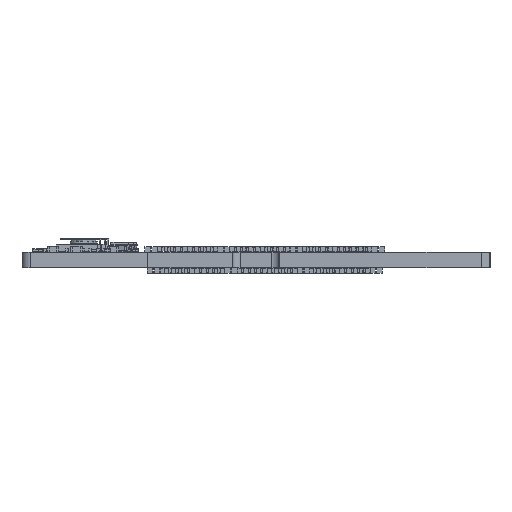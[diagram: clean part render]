
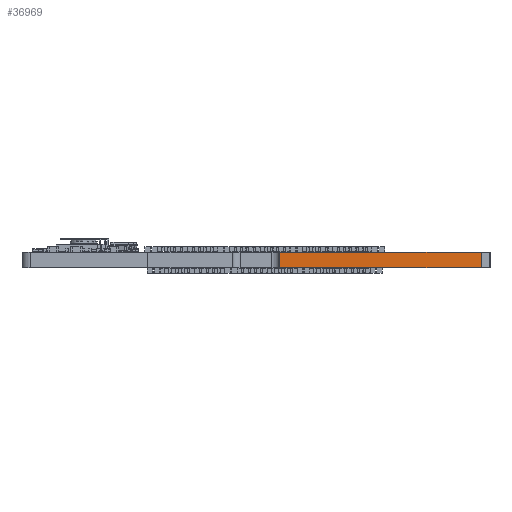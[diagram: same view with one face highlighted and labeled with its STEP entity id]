
A CAD part, left-side view. The second image highlights one B-rep face of the part: STEP entity #36969.
In plain terms, the highlighted planar face has unit normal (-1, 0, 0).
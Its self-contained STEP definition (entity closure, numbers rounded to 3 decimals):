
#34554 = PLANE('',#34555);
#34555 = AXIS2_PLACEMENT_3D('',#34556,#34557,#34558);
#34556 = CARTESIAN_POINT('',(134.744,-80.536,1.302));
#34557 = DIRECTION('',(-0.,-0.,-1.));
#34558 = DIRECTION('',(-1.,0.,0.));
#34613 = PLANE('',#34614);
#34614 = AXIS2_PLACEMENT_3D('',#34615,#34616,#34617);
#34615 = CARTESIAN_POINT('',(134.744,-80.536,0.));
#34616 = DIRECTION('',(-0.,-0.,-1.));
#34617 = DIRECTION('',(-1.,0.,0.));
#35100 = VERTEX_POINT('',#35101);
#35101 = CARTESIAN_POINT('',(99.975,-99.25,0.));
#35115 = PLANE('',#35116);
#35116 = AXIS2_PLACEMENT_3D('',#35117,#35118,#35119);
#35117 = CARTESIAN_POINT('',(100.725,-100.,0.));
#35118 = DIRECTION('',(-0.707,-0.707,0.));
#35119 = DIRECTION('',(-0.707,0.707,0.));
#35127 = EDGE_CURVE('',#35100,#35128,#35130,.T.);
#35128 = VERTEX_POINT('',#35129);
#35129 = CARTESIAN_POINT('',(99.975,-82.,0.));
#35130 = SURFACE_CURVE('',#35131,(#35135,#35142),.PCURVE_S1.);
#35131 = LINE('',#35132,#35133);
#35132 = CARTESIAN_POINT('',(99.975,-99.25,0.));
#35133 = VECTOR('',#35134,1.);
#35134 = DIRECTION('',(0.,1.,0.));
#35135 = PCURVE('',#34613,#35136);
#35136 = DEFINITIONAL_REPRESENTATION('',(#35137),#35141);
#35137 = LINE('',#35138,#35139);
#35138 = CARTESIAN_POINT('',(34.769,-18.714));
#35139 = VECTOR('',#35140,1.);
#35140 = DIRECTION('',(0.,1.));
#35141 = ( GEOMETRIC_REPRESENTATION_CONTEXT(2) 
PARAMETRIC_REPRESENTATION_CONTEXT() REPRESENTATION_CONTEXT('2D SPACE',''
  ) );
#35142 = PCURVE('',#35143,#35148);
#35143 = PLANE('',#35144);
#35144 = AXIS2_PLACEMENT_3D('',#35145,#35146,#35147);
#35145 = CARTESIAN_POINT('',(99.975,-99.25,0.));
#35146 = DIRECTION('',(-1.,0.,0.));
#35147 = DIRECTION('',(0.,1.,0.));
#35148 = DEFINITIONAL_REPRESENTATION('',(#35149),#35153);
#35149 = LINE('',#35150,#35151);
#35150 = CARTESIAN_POINT('',(0.,0.));
#35151 = VECTOR('',#35152,1.);
#35152 = DIRECTION('',(1.,0.));
#35153 = ( GEOMETRIC_REPRESENTATION_CONTEXT(2) 
PARAMETRIC_REPRESENTATION_CONTEXT() REPRESENTATION_CONTEXT('2D SPACE',''
  ) );
#35171 = PLANE('',#35172);
#35172 = AXIS2_PLACEMENT_3D('',#35173,#35174,#35175);
#35173 = CARTESIAN_POINT('',(99.975,-82.,0.));
#35174 = DIRECTION('',(0.,1.,0.));
#35175 = DIRECTION('',(1.,0.,0.));
#35872 = VERTEX_POINT('',#35873);
#35873 = CARTESIAN_POINT('',(99.975,-99.25,1.302));
#35894 = EDGE_CURVE('',#35872,#35895,#35897,.T.);
#35895 = VERTEX_POINT('',#35896);
#35896 = CARTESIAN_POINT('',(99.975,-82.,1.302));
#35897 = SURFACE_CURVE('',#35898,(#35902,#35909),.PCURVE_S1.);
#35898 = LINE('',#35899,#35900);
#35899 = CARTESIAN_POINT('',(99.975,-99.25,1.302));
#35900 = VECTOR('',#35901,1.);
#35901 = DIRECTION('',(0.,1.,0.));
#35902 = PCURVE('',#34554,#35903);
#35903 = DEFINITIONAL_REPRESENTATION('',(#35904),#35908);
#35904 = LINE('',#35905,#35906);
#35905 = CARTESIAN_POINT('',(34.769,-18.714));
#35906 = VECTOR('',#35907,1.);
#35907 = DIRECTION('',(0.,1.));
#35908 = ( GEOMETRIC_REPRESENTATION_CONTEXT(2) 
PARAMETRIC_REPRESENTATION_CONTEXT() REPRESENTATION_CONTEXT('2D SPACE',''
  ) );
#35909 = PCURVE('',#35143,#35910);
#35910 = DEFINITIONAL_REPRESENTATION('',(#35911),#35915);
#35911 = LINE('',#35912,#35913);
#35912 = CARTESIAN_POINT('',(0.,-1.302));
#35913 = VECTOR('',#35914,1.);
#35914 = DIRECTION('',(1.,0.));
#35915 = ( GEOMETRIC_REPRESENTATION_CONTEXT(2) 
PARAMETRIC_REPRESENTATION_CONTEXT() REPRESENTATION_CONTEXT('2D SPACE',''
  ) );
#36921 = EDGE_CURVE('',#35100,#35872,#36922,.T.);
#36922 = SURFACE_CURVE('',#36923,(#36927,#36934),.PCURVE_S1.);
#36923 = LINE('',#36924,#36925);
#36924 = CARTESIAN_POINT('',(99.975,-99.25,0.));
#36925 = VECTOR('',#36926,1.);
#36926 = DIRECTION('',(0.,0.,1.));
#36927 = PCURVE('',#35115,#36928);
#36928 = DEFINITIONAL_REPRESENTATION('',(#36929),#36933);
#36929 = LINE('',#36930,#36931);
#36930 = CARTESIAN_POINT('',(1.061,0.));
#36931 = VECTOR('',#36932,1.);
#36932 = DIRECTION('',(0.,-1.));
#36933 = ( GEOMETRIC_REPRESENTATION_CONTEXT(2) 
PARAMETRIC_REPRESENTATION_CONTEXT() REPRESENTATION_CONTEXT('2D SPACE',''
  ) );
#36934 = PCURVE('',#35143,#36935);
#36935 = DEFINITIONAL_REPRESENTATION('',(#36936),#36940);
#36936 = LINE('',#36937,#36938);
#36937 = CARTESIAN_POINT('',(0.,0.));
#36938 = VECTOR('',#36939,1.);
#36939 = DIRECTION('',(0.,-1.));
#36940 = ( GEOMETRIC_REPRESENTATION_CONTEXT(2) 
PARAMETRIC_REPRESENTATION_CONTEXT() REPRESENTATION_CONTEXT('2D SPACE',''
  ) );
#36946 = EDGE_CURVE('',#35128,#35895,#36947,.T.);
#36947 = SURFACE_CURVE('',#36948,(#36952,#36959),.PCURVE_S1.);
#36948 = LINE('',#36949,#36950);
#36949 = CARTESIAN_POINT('',(99.975,-82.,0.));
#36950 = VECTOR('',#36951,1.);
#36951 = DIRECTION('',(0.,0.,1.));
#36952 = PCURVE('',#35171,#36953);
#36953 = DEFINITIONAL_REPRESENTATION('',(#36954),#36958);
#36954 = LINE('',#36955,#36956);
#36955 = CARTESIAN_POINT('',(0.,0.));
#36956 = VECTOR('',#36957,1.);
#36957 = DIRECTION('',(0.,-1.));
#36958 = ( GEOMETRIC_REPRESENTATION_CONTEXT(2) 
PARAMETRIC_REPRESENTATION_CONTEXT() REPRESENTATION_CONTEXT('2D SPACE',''
  ) );
#36959 = PCURVE('',#35143,#36960);
#36960 = DEFINITIONAL_REPRESENTATION('',(#36961),#36965);
#36961 = LINE('',#36962,#36963);
#36962 = CARTESIAN_POINT('',(17.25,0.));
#36963 = VECTOR('',#36964,1.);
#36964 = DIRECTION('',(0.,-1.));
#36965 = ( GEOMETRIC_REPRESENTATION_CONTEXT(2) 
PARAMETRIC_REPRESENTATION_CONTEXT() REPRESENTATION_CONTEXT('2D SPACE',''
  ) );
#36969 = ADVANCED_FACE('',(#36970),#35143,.T.);
#36970 = FACE_BOUND('',#36971,.T.);
#36971 = EDGE_LOOP('',(#36972,#36973,#36974,#36975));
#36972 = ORIENTED_EDGE('',*,*,#36921,.T.);
#36973 = ORIENTED_EDGE('',*,*,#35894,.T.);
#36974 = ORIENTED_EDGE('',*,*,#36946,.F.);
#36975 = ORIENTED_EDGE('',*,*,#35127,.F.);
